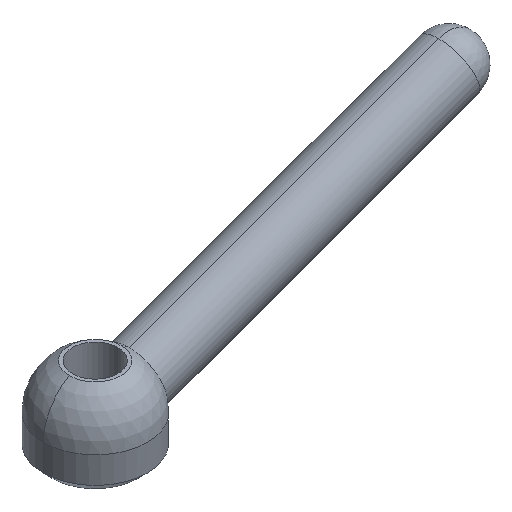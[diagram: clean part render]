
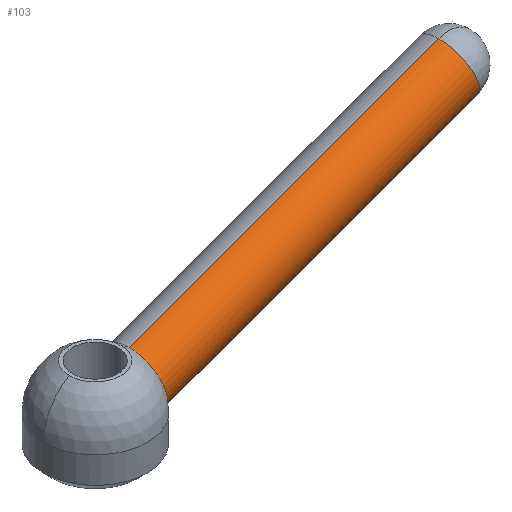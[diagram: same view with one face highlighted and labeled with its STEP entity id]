
A CAD part, isometric view. The second image highlights one B-rep face of the part: STEP entity #103.
In plain terms, the highlighted cylindrical face has radius 9 mm (diameter 18 mm), a partial arc.
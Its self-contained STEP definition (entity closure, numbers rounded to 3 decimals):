
#103=ADVANCED_FACE('',(#262),#263,.T.);
#123=EDGE_CURVE('',#167,#153,#285,.T.);
#147=EDGE_CURVE('',#223,#167,#313,.T.);
#153=VERTEX_POINT('',#320);
#167=VERTEX_POINT('',#335);
#169=EDGE_CURVE('',#233,#181,#337,.T.);
#181=VERTEX_POINT('',#350);
#183=EDGE_CURVE('',#153,#233,#352,.T.);
#223=VERTEX_POINT('',#398);
#231=EDGE_CURVE('',#181,#223,#407,.T.);
#233=VERTEX_POINT('',#409);
#262=FACE_OUTER_BOUND('',#432,.T.);
#263=CYLINDRICAL_SURFACE('',#433,9.);
#285=LINE('',#461,#462);
#313=B_SPLINE_CURVE_WITH_KNOTS('',3,(#525,#526,#527,#528,#529,#530,#531,#532,#533,#534,#535,#536,#537,#538,#539,#540,#541,#542,#543,#544,#545,#546,#547,#548,#549,#550,#551,#552,#553,#554,#555,#556,#557,#558,#559,#560,#561,#562,#563,#564,#565,#566,#567),.UNSPECIFIED.,.F.,.F.,(4,2,2,2,2,2,2,2,2,2,3,2,2,2,2,2,2,2,2,2,4),(37.378,39.071,40.774,42.477,44.179,45.882,47.584,49.279,50.974,52.668,54.363,56.058,57.752,59.447,61.142,62.844,64.547,66.25,67.952,69.656,71.348),.UNSPECIFIED.);
#320=CARTESIAN_POINT('',(105.926,0.,57.957));
#335=CARTESIAN_POINT('',(10.493,0.,23.222));
#337=LINE('',#636,#637);
#350=CARTESIAN_POINT('',(16.0,0.,6.072));
#352=CIRCLE('',#656,9.);
#398=CARTESIAN_POINT('',(13.668,-8.318,11.144));
#407=B_SPLINE_CURVE_WITH_KNOTS('',3,(#724,#725,#726,#727,#728,#729,#730,#731,#732,#733,#734,#735,#736,#737,#738,#739,#740,#741,#742,#743,#744,#745,#746,#747,#748,#749),.UNSPECIFIED.,.F.,.F.,(4,2,2,2,2,2,2,2,2,2,2,2,4),(8.487,10.176,11.905,13.605,15.305,17.005,18.705,20.405,22.105,23.806,25.506,27.235,28.924),.UNSPECIFIED.);
#409=CARTESIAN_POINT('',(112.083,0.,41.043));
#432=EDGE_LOOP('',(#773,#774,#775,#776,#777));
#433=AXIS2_PLACEMENT_3D('',#778,#779,#780);
#461=CARTESIAN_POINT('',(56.963,0.,40.136));
#462=VECTOR('',#812,1.0);
#525=CARTESIAN_POINT('',(13.668,-8.318,11.144));
#526=CARTESIAN_POINT('',(13.529,-8.546,11.68));
#527=CARTESIAN_POINT('',(13.384,-8.719,12.239));
#528=CARTESIAN_POINT('',(13.091,-8.946,13.367));
#529=CARTESIAN_POINT('',(12.943,-9.,13.935));
#530=CARTESIAN_POINT('',(12.657,-9.,15.034));
#531=CARTESIAN_POINT('',(12.508,-8.946,15.602));
#532=CARTESIAN_POINT('',(12.212,-8.718,16.731));
#533=CARTESIAN_POINT('',(12.064,-8.544,17.293));
#534=CARTESIAN_POINT('',(11.78,-8.084,18.371));
#535=CARTESIAN_POINT('',(11.644,-7.798,18.887));
#536=CARTESIAN_POINT('',(11.391,-7.136,19.843));
#537=CARTESIAN_POINT('',(11.275,-6.76,20.281));
#538=CARTESIAN_POINT('',(11.07,-5.96,21.056));
#539=CARTESIAN_POINT('',(10.973,-5.509,21.419));
#540=CARTESIAN_POINT('',(10.803,-4.527,22.059));
#541=CARTESIAN_POINT('',(10.729,-3.996,22.336));
#542=CARTESIAN_POINT('',(10.611,-2.888,22.781));
#543=CARTESIAN_POINT('',(10.566,-2.311,22.949));
#544=CARTESIAN_POINT('',(10.507,-1.149,23.17));
#545=CARTESIAN_POINT('',(10.493,-0.565,23.222));
#546=CARTESIAN_POINT('',(10.493,0.,23.222));
#547=CARTESIAN_POINT('',(10.493,0.565,23.222));
#548=CARTESIAN_POINT('',(10.507,1.149,23.17));
#549=CARTESIAN_POINT('',(10.566,2.311,22.949));
#550=CARTESIAN_POINT('',(10.611,2.888,22.781));
#551=CARTESIAN_POINT('',(10.729,3.996,22.336));
#552=CARTESIAN_POINT('',(10.803,4.527,22.059));
#553=CARTESIAN_POINT('',(10.973,5.509,21.419));
#554=CARTESIAN_POINT('',(11.07,5.96,21.056));
#555=CARTESIAN_POINT('',(11.275,6.76,20.281));
#556=CARTESIAN_POINT('',(11.391,7.136,19.843));
#557=CARTESIAN_POINT('',(11.644,7.798,18.887));
#558=CARTESIAN_POINT('',(11.78,8.084,18.371));
#559=CARTESIAN_POINT('',(12.064,8.544,17.293));
#560=CARTESIAN_POINT('',(12.212,8.718,16.731));
#561=CARTESIAN_POINT('',(12.508,8.946,15.602));
#562=CARTESIAN_POINT('',(12.657,9.,15.034));
#563=CARTESIAN_POINT('',(12.943,9.,13.935));
#564=CARTESIAN_POINT('',(13.091,8.946,13.367));
#565=CARTESIAN_POINT('',(13.384,8.719,12.239));
#566=CARTESIAN_POINT('',(13.529,8.546,11.68));
#567=CARTESIAN_POINT('',(13.668,8.318,11.144));
#636=CARTESIAN_POINT('',(63.119,0.,23.222));
#637=VECTOR('',#871,1.0);
#656=AXIS2_PLACEMENT_3D('',#884,#885,#886);
#724=CARTESIAN_POINT('',(13.668,8.318,11.144));
#725=CARTESIAN_POINT('',(13.805,8.093,10.613));
#726=CARTESIAN_POINT('',(13.968,7.812,10.113));
#727=CARTESIAN_POINT('',(14.318,7.152,9.187));
#728=CARTESIAN_POINT('',(14.504,6.771,8.765));
#729=CARTESIAN_POINT('',(14.853,5.964,8.034));
#730=CARTESIAN_POINT('',(15.029,5.513,7.699));
#731=CARTESIAN_POINT('',(15.354,4.531,7.115));
#732=CARTESIAN_POINT('',(15.502,4.001,6.865));
#733=CARTESIAN_POINT('',(15.746,2.893,6.465));
#734=CARTESIAN_POINT('',(15.842,2.315,6.315));
#735=CARTESIAN_POINT('',(15.969,1.152,6.118));
#736=CARTESIAN_POINT('',(16.0,0.567,6.072));
#737=CARTESIAN_POINT('',(16.0,-0.567,6.072));
#738=CARTESIAN_POINT('',(15.969,-1.152,6.118));
#739=CARTESIAN_POINT('',(15.842,-2.315,6.315));
#740=CARTESIAN_POINT('',(15.746,-2.893,6.465));
#741=CARTESIAN_POINT('',(15.502,-4.001,6.865));
#742=CARTESIAN_POINT('',(15.354,-4.531,7.115));
#743=CARTESIAN_POINT('',(15.029,-5.513,7.699));
#744=CARTESIAN_POINT('',(14.853,-5.964,8.034));
#745=CARTESIAN_POINT('',(14.504,-6.771,8.765));
#746=CARTESIAN_POINT('',(14.318,-7.152,9.187));
#747=CARTESIAN_POINT('',(13.968,-7.812,10.113));
#748=CARTESIAN_POINT('',(13.805,-8.093,10.613));
#749=CARTESIAN_POINT('',(13.668,-8.318,11.144));
#773=ORIENTED_EDGE('',*,*,#123,.F.);
#774=ORIENTED_EDGE('',*,*,#147,.F.);
#775=ORIENTED_EDGE('',*,*,#231,.F.);
#776=ORIENTED_EDGE('',*,*,#169,.F.);
#777=ORIENTED_EDGE('',*,*,#183,.F.);
#778=CARTESIAN_POINT('',(60.041,0.,31.679));
#779=DIRECTION('',(-0.94,0.,-0.342));
#780=DIRECTION('',(-0.342,0.,0.94));
#812=DIRECTION('',(0.94,0.,0.342));
#871=DIRECTION('',(-0.94,0.,-0.342));
#884=CARTESIAN_POINT('',(109.004,0.,49.5));
#885=DIRECTION('',(0.94,0.,0.342));
#886=DIRECTION('',(-0.342,0.,0.94));
